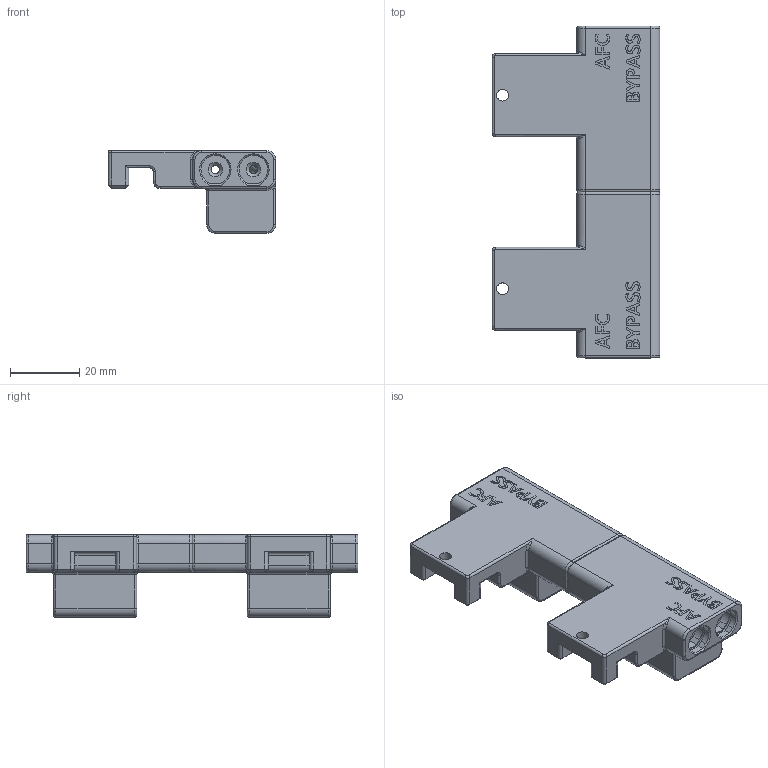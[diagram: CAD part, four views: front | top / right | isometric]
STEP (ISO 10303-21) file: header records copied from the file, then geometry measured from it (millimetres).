
FILE_DESCRIPTION(/* description */ ('','CAx-IF Rec.Pracs.---Representation and Presentation of Product Manufacturing Information (PMI)---4.0---2014-10-13'),/* implementation_level */ '2;1');
FILE_NAME(/* name */ 'AFC_Bypass_VORON.step',/* time_stamp */ '2025-01-12T22:45:42-06:00',/* author */ (''),/* organization */ (''),/* preprocessor_version */ 'ST-DEVELOPER v20',/* originating_system */ 'Autodesk Translation Framework v13.20.0.188',/* authorisation */ '');
FILE_SCHEMA (('AP242_MANAGED_MODEL_BASED_3D_ENGINEERING_MIM_LF { 1 0 10303 442 1 1 4 }'));
Length unit declared in the file: millimetre
Products named in the file (3): AFC_Bypass_VORON; AFC_Bypass_Voron_L; AFC_Bypass_Voron_R 
Assembly tree (2 placements, depth 2):
  AFC_Bypass_VORON
    AFC_Bypass_Voron_L
    AFC_Bypass_Voron_R 
Bounding box: 48.5 x 96 x 24 mm (x, y, z)
Volume: 41591.6 mm3; surface area: 17108.5 mm2
Topology: 20 solids, 20 shells, 1346 faces, 3532 edges, 2252 vertices
Faces by surface type: plane 604, bspline 494, cylinder 156, torus 48, cone 42, sphere 2
Full cylindrical faces by diameter (mm): 1.8 x8, 2.35 x2, 3.4 x2, 4.2 x6
Entity records: 47945 total; most frequent: CARTESIAN_POINT 18106, ORIENTED_EDGE 7004, DIRECTION 4560, EDGE_CURVE 3502, VERTEX_POINT 2252, LINE 2078, VECTOR 2078, EDGE_LOOP 1450
